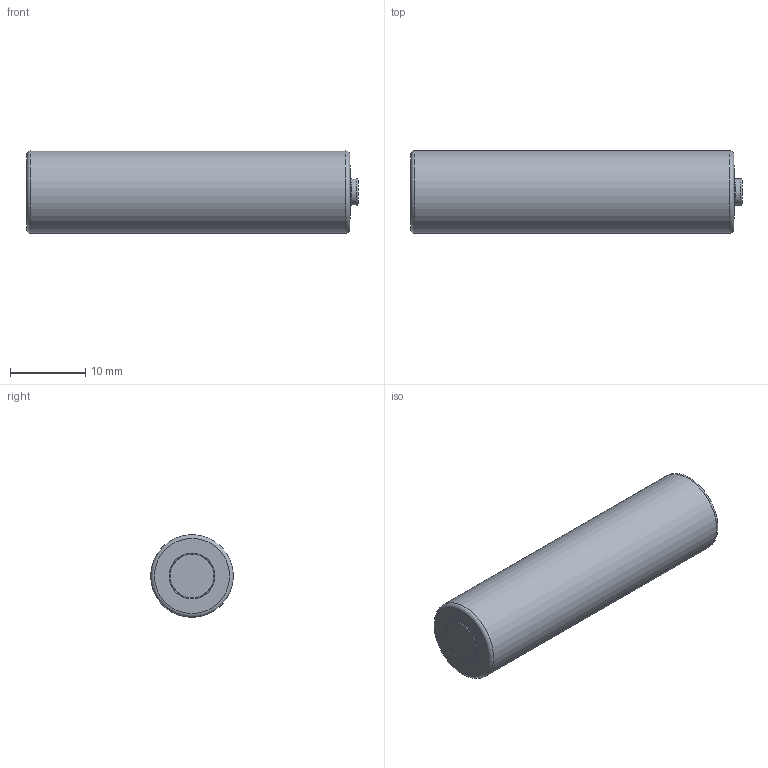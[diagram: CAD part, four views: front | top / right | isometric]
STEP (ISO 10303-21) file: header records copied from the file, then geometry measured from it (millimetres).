
FILE_DESCRIPTION(/* description */ (''),/* implementation_level */ '2;1');
FILE_NAME(/* name */ 'AAA Batterie.step',/* time_stamp */ '2021-04-22T18:10:16+02:00',/* author */ (''),/* organization */ (''),/* preprocessor_version */ 'ST-DEVELOPER v18.1',/* originating_system */ 'Autodesk Translation Framework v10.6.0.1341',/* authorisation */ '');
FILE_SCHEMA (('AUTOMOTIVE_DESIGN { 1 0 10303 214 3 1 1 }'));
Length unit declared in the file: millimetre
Products named in the file (1): AAA Batterie
Bounding box: 44.2 x 10.96 x 10.96 mm (x, y, z)
Volume: 4098.9 mm3; surface area: 1675.2 mm2
Topology: 1 solids, 1 shells, 55 faces, 130 edges, 86 vertices
Faces by surface type: plane 38, cylinder 10, torus 7
Full cylindrical faces by diameter (mm): 3.5 x1, 6 x1, 7 x1, 11 x1
Entity records: 1678 total; most frequent: DIRECTION 305, CARTESIAN_POINT 272, ORIENTED_EDGE 260, EDGE_CURVE 130, AXIS2_PLACEMENT_3D 119, VERTEX_POINT 86, LINE 67, VECTOR 67
